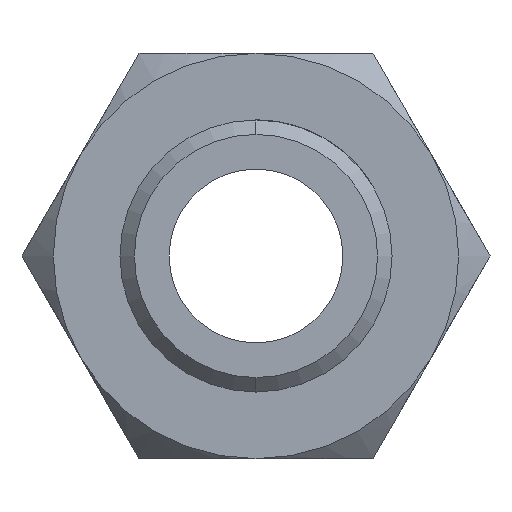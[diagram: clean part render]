
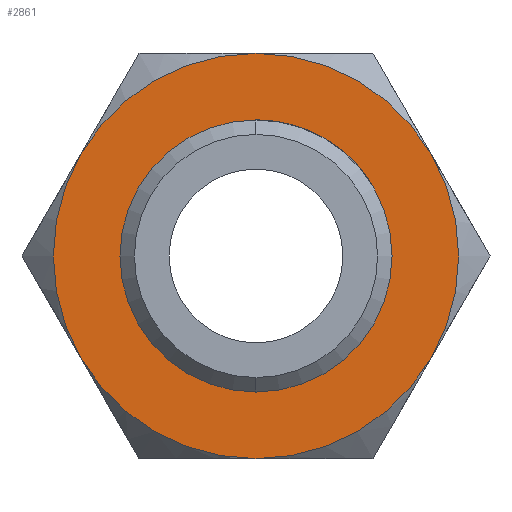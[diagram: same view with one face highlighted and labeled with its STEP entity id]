
A CAD part, left-side view. The second image highlights one B-rep face of the part: STEP entity #2861.
In plain terms, the highlighted planar face has unit normal (-1, 0, 0).
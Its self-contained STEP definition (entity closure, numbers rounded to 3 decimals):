
#122 = CARTESIAN_POINT ( 'NONE',  ( 16., 0., 7. ) ) ;
#168 = AXIS2_PLACEMENT_3D ( 'NONE', #6329, #9124, #5679 ) ;
#202 = VERTEX_POINT ( 'NONE', #3193 ) ;
#291 = DIRECTION ( 'NONE',  ( -1., 0., 0. ) ) ;
#514 = VERTEX_POINT ( 'NONE', #122 ) ;
#566 = DIRECTION ( 'NONE',  ( 0., 0., 1. ) ) ;
#710 = PLANE ( 'NONE',  #2295 ) ;
#884 = DIRECTION ( 'NONE',  ( 1., 0., 0. ) ) ;
#893 = EDGE_CURVE ( 'NONE', #5855, #8007, #5756, .T. ) ;
#952 = CIRCLE ( 'NONE', #9260, 4.7 ) ;
#1228 = ORIENTED_EDGE ( 'NONE', *, *, #4483, .F. ) ;
#1449 = DIRECTION ( 'NONE',  ( 1., 0., 0. ) ) ;
#1526 = VERTEX_POINT ( 'NONE', #3325 ) ;
#1606 = DIRECTION ( 'NONE',  ( 1., 0., 0. ) ) ;
#1812 = ORIENTED_EDGE ( 'NONE', *, *, #3623, .F. ) ;
#2157 = CIRCLE ( 'NONE', #7443, 7. ) ;
#2181 = CARTESIAN_POINT ( 'NONE',  ( 16., 0., 0. ) ) ;
#2189 = EDGE_CURVE ( 'NONE', #1526, #7598, #2285, .T. ) ;
#2285 = CIRCLE ( 'NONE', #4094, 7. ) ;
#2289 = CARTESIAN_POINT ( 'NONE',  ( 16., 0., 0. ) ) ;
#2295 = AXIS2_PLACEMENT_3D ( 'NONE', #2965, #7889, #3717 ) ;
#2510 = EDGE_LOOP ( 'NONE', ( #2729, #6933 ) ) ;
#2590 = CARTESIAN_POINT ( 'NONE',  ( 16., 0., 0. ) ) ;
#2648 = EDGE_CURVE ( 'NONE', #514, #1526, #4248, .T. ) ;
#2684 = VERTEX_POINT ( 'NONE', #9023 ) ;
#2729 = ORIENTED_EDGE ( 'NONE', *, *, #893, .F. ) ;
#2750 = EDGE_LOOP ( 'NONE', ( #8225, #1228, #4934, #4740, #7237, #1812 ) ) ;
#2861 = ADVANCED_FACE ( 'NONE', ( #8030, #8698 ), #710, .F. ) ;
#2965 = CARTESIAN_POINT ( 'NONE',  ( 16., 0., 0. ) ) ;
#3193 = CARTESIAN_POINT ( 'NONE',  ( 16., 6.062, 3.5 ) ) ;
#3325 = CARTESIAN_POINT ( 'NONE',  ( 16., -6.062, 3.5 ) ) ;
#3398 = DIRECTION ( 'NONE',  ( -1., 0., 0. ) ) ;
#3496 = CIRCLE ( 'NONE', #3644, 7. ) ;
#3623 = EDGE_CURVE ( 'NONE', #5575, #202, #3496, .T. ) ;
#3644 = AXIS2_PLACEMENT_3D ( 'NONE', #9345, #1449, #6462 ) ;
#3699 = DIRECTION ( 'NONE',  ( 0., 0., -1. ) ) ;
#3707 = CARTESIAN_POINT ( 'NONE',  ( 16., 0., 0. ) ) ;
#3717 = DIRECTION ( 'NONE',  ( 0., 0., -1. ) ) ;
#4054 = DIRECTION ( 'NONE',  ( 0., 0., -1. ) ) ;
#4094 = AXIS2_PLACEMENT_3D ( 'NONE', #3707, #884, #6641 ) ;
#4248 = CIRCLE ( 'NONE', #8330, 7. ) ;
#4263 = CIRCLE ( 'NONE', #4413, 7. ) ;
#4413 = AXIS2_PLACEMENT_3D ( 'NONE', #2590, #7647, #4054 ) ;
#4483 = EDGE_CURVE ( 'NONE', #7598, #2684, #4263, .T. ) ;
#4610 = DIRECTION ( 'NONE',  ( 1., 0., 0. ) ) ;
#4740 = ORIENTED_EDGE ( 'NONE', *, *, #2648, .F. ) ;
#4868 = CARTESIAN_POINT ( 'NONE',  ( 16., 0., 0. ) ) ;
#4934 = ORIENTED_EDGE ( 'NONE', *, *, #2189, .F. ) ;
#5309 = EDGE_CURVE ( 'NONE', #2684, #5575, #9087, .T. ) ;
#5575 = VERTEX_POINT ( 'NONE', #9088 ) ;
#5679 = DIRECTION ( 'NONE',  ( 0., 0., 1. ) ) ;
#5756 = CIRCLE ( 'NONE', #168, 4.7 ) ;
#5855 = VERTEX_POINT ( 'NONE', #7520 ) ;
#6099 = DIRECTION ( 'NONE',  ( 0., 0., 1. ) ) ;
#6329 = CARTESIAN_POINT ( 'NONE',  ( 16., 0., 0. ) ) ;
#6462 = DIRECTION ( 'NONE',  ( 0., 0., -1. ) ) ;
#6641 = DIRECTION ( 'NONE',  ( 0., 0., -1. ) ) ;
#6933 = ORIENTED_EDGE ( 'NONE', *, *, #8492, .F. ) ;
#7211 = CARTESIAN_POINT ( 'NONE',  ( 16., 0., -4.7 ) ) ;
#7237 = ORIENTED_EDGE ( 'NONE', *, *, #8584, .T. ) ;
#7443 = AXIS2_PLACEMENT_3D ( 'NONE', #4868, #3398, #566 ) ;
#7514 = CARTESIAN_POINT ( 'NONE',  ( 16., 0., 0. ) ) ;
#7520 = CARTESIAN_POINT ( 'NONE',  ( 16., 0., 4.7 ) ) ;
#7598 = VERTEX_POINT ( 'NONE', #9258 ) ;
#7647 = DIRECTION ( 'NONE',  ( 1., 0., 0. ) ) ;
#7889 = DIRECTION ( 'NONE',  ( 1., 0., 0. ) ) ;
#7948 = DIRECTION ( 'NONE',  ( 0., 0., -1. ) ) ;
#8007 = VERTEX_POINT ( 'NONE', #7211 ) ;
#8030 = FACE_BOUND ( 'NONE', #2510, .T. ) ;
#8225 = ORIENTED_EDGE ( 'NONE', *, *, #5309, .F. ) ;
#8330 = AXIS2_PLACEMENT_3D ( 'NONE', #2181, #1606, #7948 ) ;
#8492 = EDGE_CURVE ( 'NONE', #8007, #5855, #952, .T. ) ;
#8584 = EDGE_CURVE ( 'NONE', #514, #202, #2157, .T. ) ;
#8646 = AXIS2_PLACEMENT_3D ( 'NONE', #2289, #4610, #3699 ) ;
#8698 = FACE_OUTER_BOUND ( 'NONE', #2750, .T. ) ;
#9023 = CARTESIAN_POINT ( 'NONE',  ( 16., 0., -7. ) ) ;
#9087 = CIRCLE ( 'NONE', #8646, 7. ) ;
#9088 = CARTESIAN_POINT ( 'NONE',  ( 16., 6.062, -3.5 ) ) ;
#9124 = DIRECTION ( 'NONE',  ( -1., 0., 0. ) ) ;
#9258 = CARTESIAN_POINT ( 'NONE',  ( 16., -6.062, -3.5 ) ) ;
#9260 = AXIS2_PLACEMENT_3D ( 'NONE', #7514, #291, #6099 ) ;
#9345 = CARTESIAN_POINT ( 'NONE',  ( 16., 0., 0. ) ) ;
